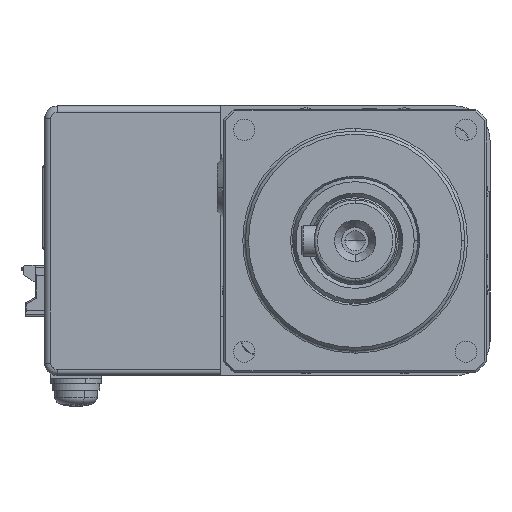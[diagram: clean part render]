
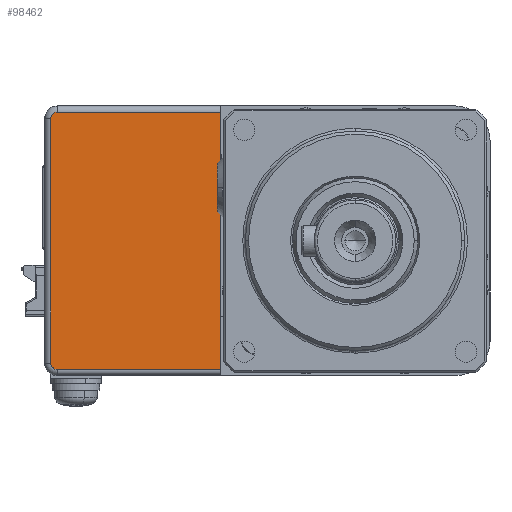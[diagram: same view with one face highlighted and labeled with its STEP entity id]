
A CAD part, left-side view. The second image highlights one B-rep face of the part: STEP entity #98462.
In plain terms, the highlighted planar face has unit normal (-1, 0, 0).
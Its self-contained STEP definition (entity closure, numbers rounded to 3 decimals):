
#317 = AXIS2_PLACEMENT_3D ( 'NONE', #123842, #90573, #48717 ) ;
#3660 = VERTEX_POINT ( 'NONE', #28781 ) ;
#19578 = CARTESIAN_POINT ( 'NONE',  ( -46., 69., -41. ) ) ;
#21959 = DIRECTION ( 'NONE',  ( 0., 0., -1. ) ) ;
#24171 = VECTOR ( 'NONE', #53185, 1000. ) ;
#28781 = CARTESIAN_POINT ( 'NONE',  ( -46., 69., -1. ) ) ;
#33386 = FACE_OUTER_BOUND ( 'NONE', #105797, .T. ) ;
#33546 = CARTESIAN_POINT ( 'NONE',  ( -46., 70., -41. ) ) ;
#44893 = EDGE_CURVE ( 'NONE', #130081, #77986, #125021, .T. ) ;
#45746 = LINE ( 'NONE', #56197, #109590 ) ;
#47159 = EDGE_CURVE ( 'NONE', #109913, #130081, #50543, .T. ) ;
#48717 = DIRECTION ( 'NONE',  ( 0., 0., -1. ) ) ;
#50543 = CIRCLE ( 'NONE', #70204, 1. ) ;
#50600 = CARTESIAN_POINT ( 'NONE',  ( -46., 69., -42. ) ) ;
#50619 = CARTESIAN_POINT ( 'NONE',  ( -46., 43., -42. ) ) ;
#51391 = VECTOR ( 'NONE', #133502, 1000. ) ;
#53185 = DIRECTION ( 'NONE',  ( 0., -1., 0. ) ) ;
#55194 = EDGE_CURVE ( 'NONE', #76005, #3660, #45746, .T. ) ;
#56197 = CARTESIAN_POINT ( 'NONE',  ( -46., 0., -1. ) ) ;
#57121 = DIRECTION ( 'NONE',  ( 0., 1., 0. ) ) ;
#59689 = EDGE_CURVE ( 'NONE', #3660, #135606, #98182, .T. ) ;
#64239 = DIRECTION ( 'NONE',  ( 0., 0., -1. ) ) ;
#70204 = AXIS2_PLACEMENT_3D ( 'NONE', #19578, #94786, #64239 ) ;
#72592 = VECTOR ( 'NONE', #89873, 1000. ) ;
#76005 = VERTEX_POINT ( 'NONE', #92717 ) ;
#77986 = VERTEX_POINT ( 'NONE', #50619 ) ;
#79515 = CARTESIAN_POINT ( 'NONE',  ( -46., 70., -2. ) ) ;
#80471 = ORIENTED_EDGE ( 'NONE', *, *, #96501, .F. ) ;
#81516 = ORIENTED_EDGE ( 'NONE', *, *, #105691, .T. ) ;
#84164 = CARTESIAN_POINT ( 'NONE',  ( -46., 43., -42. ) ) ;
#86888 = CARTESIAN_POINT ( 'NONE',  ( -46., 0., 0. ) ) ;
#88517 = CARTESIAN_POINT ( 'NONE',  ( -46., 43., 0. ) ) ;
#89873 = DIRECTION ( 'NONE',  ( 0., 0., -1. ) ) ;
#90573 = DIRECTION ( 'NONE',  ( -1., 0., 0. ) ) ;
#91030 = ORIENTED_EDGE ( 'NONE', *, *, #55194, .T. ) ;
#92717 = CARTESIAN_POINT ( 'NONE',  ( -46., 43., -1. ) ) ;
#94786 = DIRECTION ( 'NONE',  ( -1., 0., 0. ) ) ;
#95805 = PLANE ( 'NONE',  #99127 ) ;
#96501 = EDGE_CURVE ( 'NONE', #76005, #77986, #102778, .T. ) ;
#96794 = LINE ( 'NONE', #122695, #51391 ) ;
#98182 = CIRCLE ( 'NONE', #317, 1. ) ;
#98462 = ADVANCED_FACE ( 'NONE', ( #33386 ), #95805, .F. ) ;
#99127 = AXIS2_PLACEMENT_3D ( 'NONE', #86888, #117822, #21959 ) ;
#102778 = LINE ( 'NONE', #88517, #72592 ) ;
#105691 = EDGE_CURVE ( 'NONE', #135606, #109913, #96794, .T. ) ;
#105797 = EDGE_LOOP ( 'NONE', ( #109192, #134257, #80471, #91030, #129274, #81516 ) ) ;
#109192 = ORIENTED_EDGE ( 'NONE', *, *, #47159, .T. ) ;
#109590 = VECTOR ( 'NONE', #57121, 1000. ) ;
#109913 = VERTEX_POINT ( 'NONE', #33546 ) ;
#117822 = DIRECTION ( 'NONE',  ( 1., 0., 0. ) ) ;
#122695 = CARTESIAN_POINT ( 'NONE',  ( -46., 70., 0. ) ) ;
#123842 = CARTESIAN_POINT ( 'NONE',  ( -46., 69., -2. ) ) ;
#125021 = LINE ( 'NONE', #84164, #24171 ) ;
#129274 = ORIENTED_EDGE ( 'NONE', *, *, #59689, .T. ) ;
#130081 = VERTEX_POINT ( 'NONE', #50600 ) ;
#133502 = DIRECTION ( 'NONE',  ( 0., 0., -1. ) ) ;
#134257 = ORIENTED_EDGE ( 'NONE', *, *, #44893, .T. ) ;
#135606 = VERTEX_POINT ( 'NONE', #79515 ) ;
